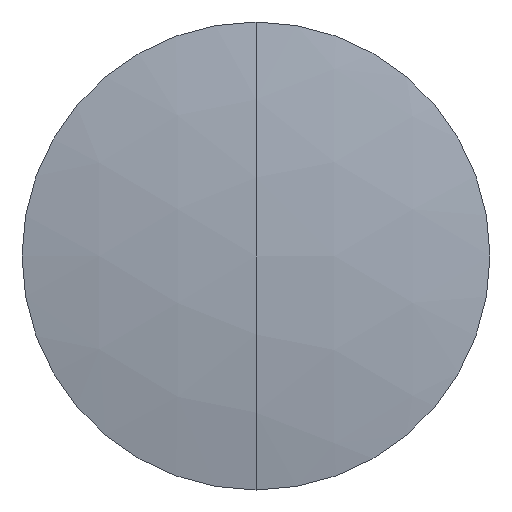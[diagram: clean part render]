
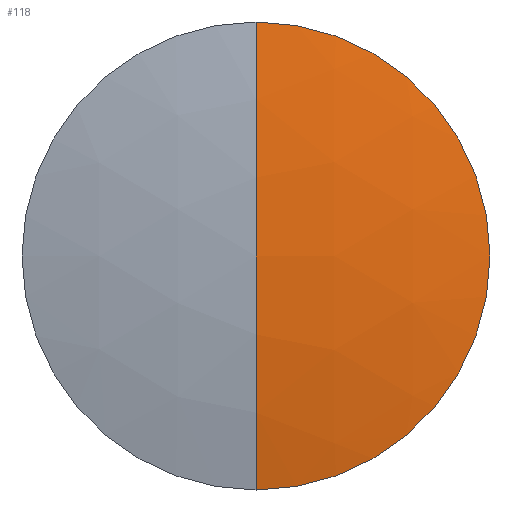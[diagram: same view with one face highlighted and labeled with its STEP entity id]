
A CAD part, left-side view. The second image highlights one B-rep face of the part: STEP entity #118.
In plain terms, the highlighted spherical face has radius 125.6 mm.
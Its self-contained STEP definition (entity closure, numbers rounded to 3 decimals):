
#26 = DIRECTION ( 'NONE',  ( 0., 0., -1. ) ) ;
#29 = DIRECTION ( 'NONE',  ( 0., -1., 0. ) ) ;
#36 = ORIENTED_EDGE ( 'NONE', *, *, #261, .T. ) ;
#37 = DIRECTION ( 'NONE',  ( 0., 0., -1. ) ) ;
#45 = VERTEX_POINT ( 'NONE', #99 ) ;
#48 = SPHERICAL_SURFACE ( 'NONE', #90, 125.6 ) ;
#51 = CARTESIAN_POINT ( 'NONE',  ( 201.96, 0., 0. ) ) ;
#55 = EDGE_CURVE ( 'NONE', #328, #304, #243, .T. ) ;
#66 = EDGE_LOOP ( 'NONE', ( #266, #36, #190 ) ) ;
#82 = CIRCLE ( 'NONE', #231, 125.6 ) ;
#90 = AXIS2_PLACEMENT_3D ( 'NONE', #313, #339, #37 ) ;
#99 = CARTESIAN_POINT ( 'NONE',  ( 199.365, 0., 0. ) ) ;
#118 = ADVANCED_FACE ( 'NONE', ( #346 ), #48, .T. ) ;
#138 = CARTESIAN_POINT ( 'NONE',  ( 201.96, 0., 25.4 ) ) ;
#163 = DIRECTION ( 'NONE',  ( 0., 0., 1. ) ) ;
#170 = AXIS2_PLACEMENT_3D ( 'NONE', #51, #220, #180 ) ;
#180 = DIRECTION ( 'NONE',  ( 0., 0., 1. ) ) ;
#188 = CARTESIAN_POINT ( 'NONE',  ( 324.965, 0., 0. ) ) ;
#190 = ORIENTED_EDGE ( 'NONE', *, *, #323, .F. ) ;
#213 = CARTESIAN_POINT ( 'NONE',  ( 201.96, 0., -25.4 ) ) ;
#215 = AXIS2_PLACEMENT_3D ( 'NONE', #259, #289, #163 ) ;
#220 = DIRECTION ( 'NONE',  ( -1., 0., 0. ) ) ;
#223 = CIRCLE ( 'NONE', #215, 125.6 ) ;
#231 = AXIS2_PLACEMENT_3D ( 'NONE', #188, #29, #26 ) ;
#243 = CIRCLE ( 'NONE', #170, 25.4 ) ;
#259 = CARTESIAN_POINT ( 'NONE',  ( 324.965, 0., 0. ) ) ;
#261 = EDGE_CURVE ( 'NONE', #304, #45, #82, .T. ) ;
#266 = ORIENTED_EDGE ( 'NONE', *, *, #55, .T. ) ;
#289 = DIRECTION ( 'NONE',  ( 0., 1., 0. ) ) ;
#304 = VERTEX_POINT ( 'NONE', #138 ) ;
#313 = CARTESIAN_POINT ( 'NONE',  ( 324.965, 0., 0. ) ) ;
#323 = EDGE_CURVE ( 'NONE', #328, #45, #223, .T. ) ;
#328 = VERTEX_POINT ( 'NONE', #213 ) ;
#339 = DIRECTION ( 'NONE',  ( 0., -1., 0. ) ) ;
#346 = FACE_OUTER_BOUND ( 'NONE', #66, .T. ) ;
